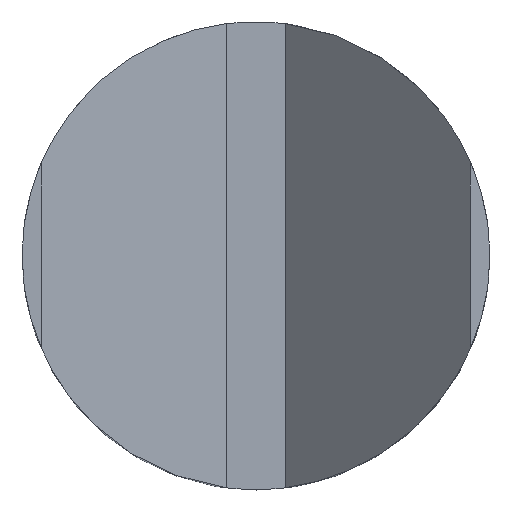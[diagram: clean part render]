
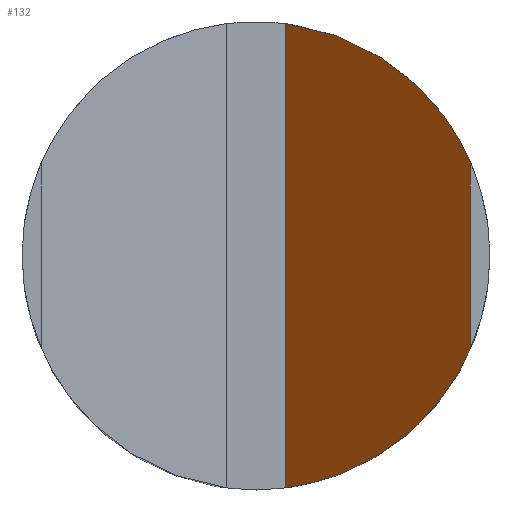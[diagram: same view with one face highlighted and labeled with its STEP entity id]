
A CAD part, top view. The second image highlights one B-rep face of the part: STEP entity #132.
In plain terms, the highlighted planar face has unit normal (-0.707, 0, 0.707).
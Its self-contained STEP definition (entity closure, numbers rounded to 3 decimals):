
#106=VERTEX_POINT('',#266);
#132=ADVANCED_FACE('',(#295),#296,.F.);
#172=VERTEX_POINT('',#341);
#184=VERTEX_POINT('',#354);
#200=EDGE_CURVE('',#220,#106,#371,.T.);
#202=EDGE_CURVE('',#172,#106,#373,.T.);
#214=EDGE_CURVE('',#172,#184,#387,.T.);
#220=VERTEX_POINT('',#393);
#238=EDGE_CURVE('',#184,#220,#414,.T.);
#266=CARTESIAN_POINT('',(1.5,-11.906,10.5));
#295=FACE_OUTER_BOUND('',#473,.T.);
#296=PLANE('',#474);
#341=CARTESIAN_POINT('',(1.5,11.906,10.5));
#354=CARTESIAN_POINT('',(11.0,4.796,20.0));
#371=ELLIPSE('',#571,16.971,12.0);
#373=LINE('',#574,#575);
#387=ELLIPSE('',#592,16.971,12.0);
#393=CARTESIAN_POINT('',(11.0,-4.796,20.0));
#414=LINE('',#628,#629);
#473=EDGE_LOOP('',(#679,#680,#681,#682));
#474=AXIS2_PLACEMENT_3D('',#683,#684,#685);
#571=AXIS2_PLACEMENT_3D('',#774,#775,#776);
#574=CARTESIAN_POINT('',(1.5,0.,10.5));
#575=VECTOR('',#777,1.0);
#592=AXIS2_PLACEMENT_3D('',#801,#802,#803);
#628=CARTESIAN_POINT('',(11.0,0.,20.0));
#629=VECTOR('',#829,1.0);
#679=ORIENTED_EDGE('',*,*,#200,.F.);
#680=ORIENTED_EDGE('',*,*,#238,.F.);
#681=ORIENTED_EDGE('',*,*,#214,.F.);
#682=ORIENTED_EDGE('',*,*,#202,.T.);
#683=CARTESIAN_POINT('',(1.5,0.,10.5));
#684=DIRECTION('',(0.707,0.,-0.707));
#685=DIRECTION('',(0.0,1.0,0.));
#774=CARTESIAN_POINT('',(0.,0.,9.));
#775=DIRECTION('',(0.707,0.,-0.707));
#776=DIRECTION('',(-0.707,0.,-0.707));
#777=DIRECTION('',(0.0,-1.0,0.));
#801=CARTESIAN_POINT('',(0.,0.,9.));
#802=DIRECTION('',(0.707,0.,-0.707));
#803=DIRECTION('',(-0.707,0.,-0.707));
#829=DIRECTION('',(0.,-1.0,0.0));
